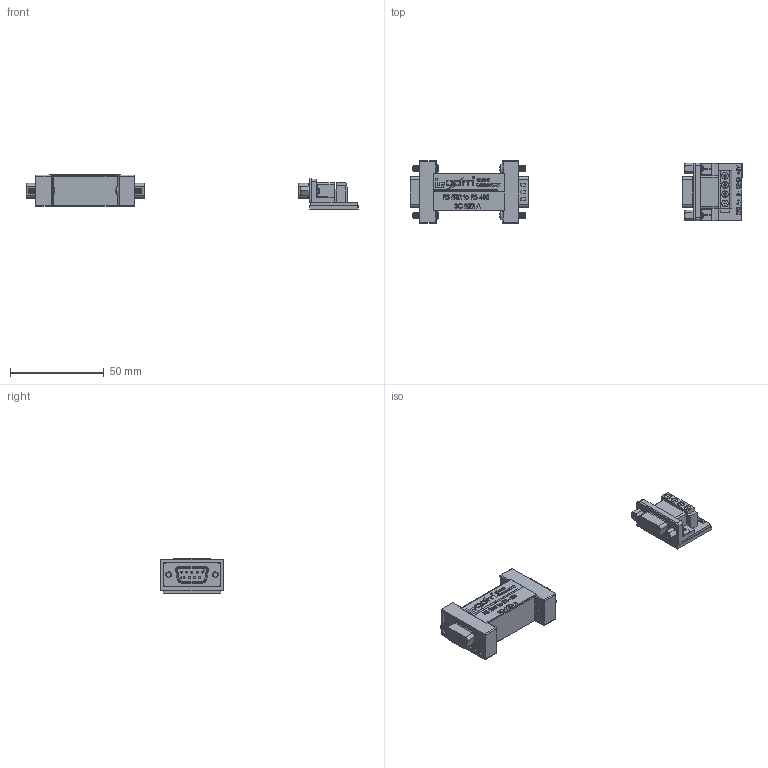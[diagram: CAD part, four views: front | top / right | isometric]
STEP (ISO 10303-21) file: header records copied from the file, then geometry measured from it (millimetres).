
FILE_DESCRIPTION (( 'STEP AP203' ), '1' );
FILE_NAME ('SC-232-A.STEP', '2011-03-31T20:03:12', ( 'x' ), ( 'Microsoft' ), 'SwSTEP 2.0', 'SolidWorks 2010', '' );
FILE_SCHEMA (( 'CONFIG_CONTROL_DESIGN' ));
Products named in the file (9): SD9P_Supplier Connector; SC-232; 1AJ10-005_1AJ10-006; SC-232-A; 3AB01-150_A; SD9S_Supplier Connector; SC-232-MA1; SC-232-MA2_A; SC-232-A_Supplier Connector
Assembly tree (12 placements, depth 3):
  SC-232-A
    SC-232-A_Supplier Connector
    1AJ10-005_1AJ10-006  x2
    3AB01-150_A
      SC-232-MA1  x4
      SC-232
      SD9P_Supplier Connector
      SC-232-MA2_A
      SD9S_Supplier Connector
Bounding box: 176.76 x 33.4 x 18.19 mm (x, y, z)
Volume: 30002.6 mm3; surface area: 16332 mm2
Topology: 11 solids, 11 shells, 2175 faces, 5293 edges, 3280 vertices
Faces by surface type: plane 877, cylinder 420, cone 416, bspline 369, torus 67, sphere 26
Entity records: 81048 total; most frequent: CARTESIAN_POINT 43020, ORIENTED_EDGE 8182, DIRECTION 6511, EDGE_CURVE 4091, VERTEX_POINT 2647, LINE 2639, VECTOR 2639, AXIS2_PLACEMENT_3D 1936
